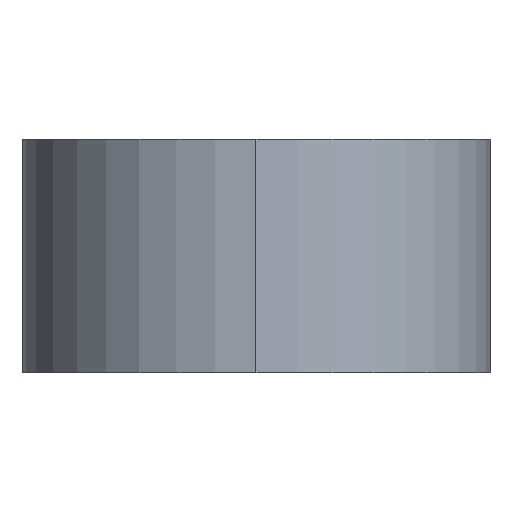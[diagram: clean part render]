
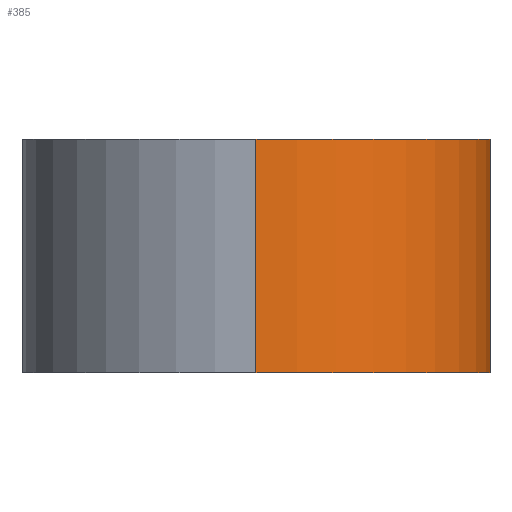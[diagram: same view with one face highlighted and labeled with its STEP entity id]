
A CAD part, left-side view. The second image highlights one B-rep face of the part: STEP entity #385.
In plain terms, the highlighted cylindrical face has radius 10 mm (diameter 20 mm), a partial arc.
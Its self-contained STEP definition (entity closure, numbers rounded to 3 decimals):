
#17 = EDGE_CURVE ( 'NONE', #128, #101, #81, .T. ) ;
#24 = EDGE_CURVE ( 'NONE', #307, #128, #350, .T. ) ;
#36 = ORIENTED_EDGE ( 'NONE', *, *, #17, .F. ) ;
#41 = CARTESIAN_POINT ( 'NONE',  ( -203.233, 7.504, 10. ) ) ;
#49 = DIRECTION ( 'NONE',  ( -1., 0., 0. ) ) ;
#61 = CARTESIAN_POINT ( 'NONE',  ( -193.233, 7.504, 10. ) ) ;
#62 = EDGE_LOOP ( 'NONE', ( #180, #342, #258, #36 ) ) ;
#73 = AXIS2_PLACEMENT_3D ( 'NONE', #61, #279, #273 ) ;
#76 = CYLINDRICAL_SURFACE ( 'NONE', #218, 10. ) ;
#81 = LINE ( 'NONE', #216, #123 ) ;
#101 = VERTEX_POINT ( 'NONE', #310 ) ;
#103 = VERTEX_POINT ( 'NONE', #135 ) ;
#123 = VECTOR ( 'NONE', #162, 1000. ) ;
#128 = VERTEX_POINT ( 'NONE', #222 ) ;
#133 = EDGE_CURVE ( 'NONE', #103, #101, #150, .T. ) ;
#135 = CARTESIAN_POINT ( 'NONE',  ( -203.233, 7.504, 0. ) ) ;
#139 = AXIS2_PLACEMENT_3D ( 'NONE', #253, #221, #309 ) ;
#150 = CIRCLE ( 'NONE', #139, 10. ) ;
#162 = DIRECTION ( 'NONE',  ( 0., 0., -1. ) ) ;
#180 = ORIENTED_EDGE ( 'NONE', *, *, #24, .F. ) ;
#216 = CARTESIAN_POINT ( 'NONE',  ( -193.233, -2.496, 10. ) ) ;
#218 = AXIS2_PLACEMENT_3D ( 'NONE', #343, #235, #49 ) ;
#221 = DIRECTION ( 'NONE',  ( 0., 0., 1. ) ) ;
#222 = CARTESIAN_POINT ( 'NONE',  ( -193.233, -2.496, 10. ) ) ;
#226 = CARTESIAN_POINT ( 'NONE',  ( -203.233, 7.504, 10. ) ) ;
#235 = DIRECTION ( 'NONE',  ( 0., 0., -1. ) ) ;
#241 = VECTOR ( 'NONE', #370, 1000. ) ;
#253 = CARTESIAN_POINT ( 'NONE',  ( -193.233, 7.504, 0. ) ) ;
#258 = ORIENTED_EDGE ( 'NONE', *, *, #133, .T. ) ;
#264 = FACE_OUTER_BOUND ( 'NONE', #62, .T. ) ;
#273 = DIRECTION ( 'NONE',  ( 1., 0., 0. ) ) ;
#279 = DIRECTION ( 'NONE',  ( 0., 0., 1. ) ) ;
#293 = EDGE_CURVE ( 'NONE', #307, #103, #336, .T. ) ;
#307 = VERTEX_POINT ( 'NONE', #41 ) ;
#309 = DIRECTION ( 'NONE',  ( 1., 0., 0. ) ) ;
#310 = CARTESIAN_POINT ( 'NONE',  ( -193.233, -2.496, 0. ) ) ;
#336 = LINE ( 'NONE', #226, #241 ) ;
#342 = ORIENTED_EDGE ( 'NONE', *, *, #293, .T. ) ;
#343 = CARTESIAN_POINT ( 'NONE',  ( -193.233, 7.504, 10. ) ) ;
#350 = CIRCLE ( 'NONE', #73, 10. ) ;
#370 = DIRECTION ( 'NONE',  ( 0., 0., -1. ) ) ;
#385 = ADVANCED_FACE ( 'NONE', ( #264 ), #76, .T. ) ;
